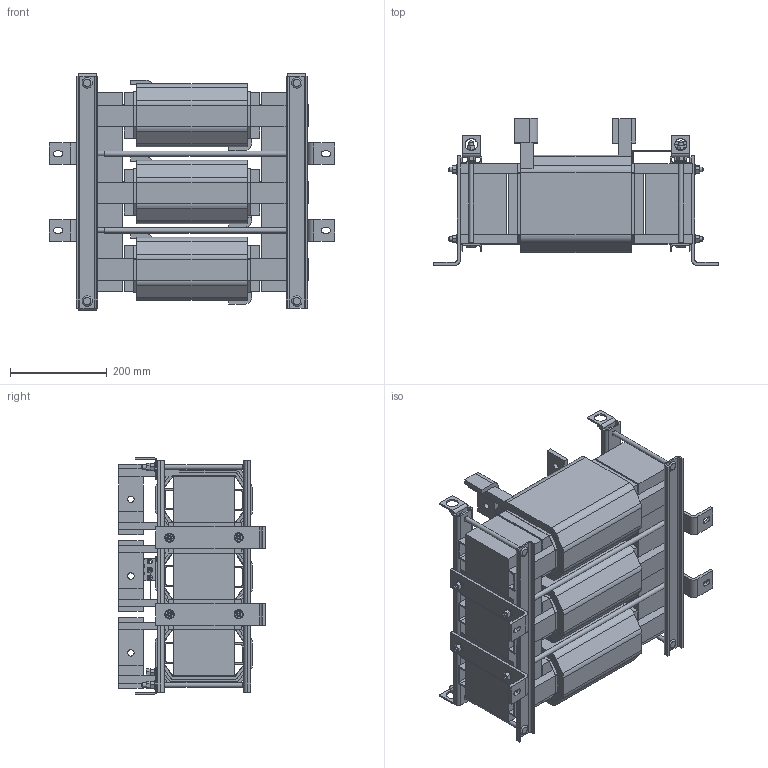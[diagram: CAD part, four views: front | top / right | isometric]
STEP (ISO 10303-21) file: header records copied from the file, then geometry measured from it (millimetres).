
FILE_DESCRIPTION(/* description */ (''),/* implementation_level */ '2;1');
FILE_NAME(/* name */ 'KTRMG600AX8.stp',/* time_stamp */ '2020-06-03T13:08:17-05:00',/* author */ ('jnelson'),/* organization */ (''),/* preprocessor_version */ 'ST-DEVELOPER v17',/* originating_system */ 'Autodesk Inventor 2019',/* authorisation */ '');
FILE_SCHEMA (('AUTOMOTIVE_DESIGN { 1 0 10303 214 3 1 1 }'));
Length unit declared in the file: inch
Products named in the file (29): KTRMG600AX8; 24163; 22875; 31006; 31006_1; 31003 - Bracket; 20783; 30097- LARGE  BLANK  (REACTOR); 22558; 23973; 29447; 23698; 11626 AND 1509; 1509; 11626; Cell Label; 1608; 22876; 12745; 17461; 29477-KTRMG362AMSX1; 28453; 28453_1; 11923insert-hex head; 11923-1; 11923-HEX SCREW; 31615; 14331 WIRING KTRMG362AMS Short Bend; 14331 WIRING KTRMG362AMS
Assembly tree (79 placements, depth 4):
  KTRMG600AX8
    22875  x2
    24163  x3
    31006
      31006_1
      31003 - Bracket
    22558  x3
    22876  x4
    20783  x6
    30097- LARGE  BLANK  (REACTOR)
    23973  x4
    29447  x4
    23698  x4
    11626 AND 1509  x16
      1509
      11626
    Cell Label
    1608  x4
    12745  x4
    17461  x4
    29477-KTRMG362AMSX1
    28453
      28453_1
      11923insert-hex head  x3
        11923-1
        11923-HEX SCREW
    14331 WIRING KTRMG362AMS  x2
    14331 WIRING KTRMG362AMS Short Bend  x2
    31615
Bounding box: 589.43 x 303.68 x 488.95 mm (x, y, z)
Volume: 28748389.8 mm3; surface area: 4412871.4 mm2
Topology: 100 solids, 100 shells, 3767 faces, 10026 edges, 6485 vertices
Faces by surface type: plane 1845, cylinder 1636, bspline 214, cone 64, torus 4, sphere 4
Full cylindrical faces by diameter (mm): 1.524 x10, 4.166 x2, 4.496 x3, 4.724 x2, 5.172 x30, 5.436 x2, 5.602 x3, 6.35 x30, 6.564 x3, 6.604 x6, 7.01 x6, 7.798 x20, 9.267 x3, 9.525 x24, 9.652 x4, 9.957 x4, 11.176 x12, 13.462 x6, 19.05 x16, 25.4 x4
Entity records: 44712 total; most frequent: CARTESIAN_POINT 11991, ORIENTED_EDGE 6838, DIRECTION 5977, EDGE_CURVE 3419, LINE 2333, VECTOR 2333, VERTEX_POINT 2243, AXIS2_PLACEMENT_3D 1822
